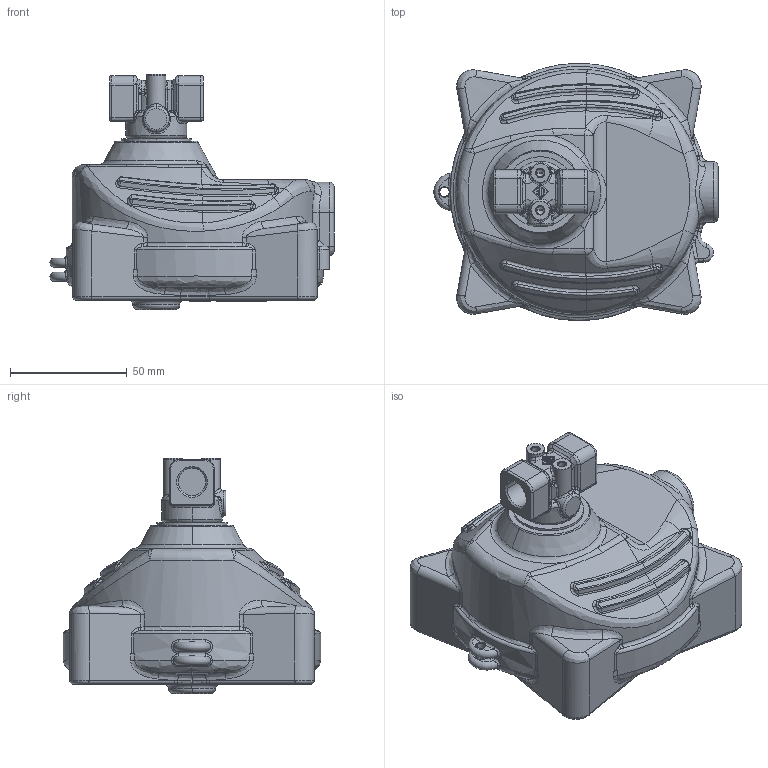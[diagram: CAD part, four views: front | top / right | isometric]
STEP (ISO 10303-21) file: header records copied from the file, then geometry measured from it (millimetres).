
FILE_DESCRIPTION((''),'2;1');
FILE_NAME('21A2KI_ING_ASM','2011-03-02T',('romeri'),('O.D.E.'),'PRO/ENGINEER BY PARAMETRIC TECHNOLOGY CORPORATION, 2005450','PRO/ENGINEER BY PARAMETRIC TECHNOLOGY CORPORATION, 2005450','');
FILE_SCHEMA(('CONFIG_CONTROL_DESIGN'));
Length unit declared in the file: millimetre
Products named in the file (3): 4500A2_INGOMBRO; 452925_ING; 21A2KI_ING_ASM
Assembly tree (2 placements, depth 2):
  21A2KI_ING_ASM
    4500A2_INGOMBRO
    452925_ING
Bounding box: 121.47 x 110 x 100.5 mm (x, y, z)
Volume: 528101.2 mm3; surface area: 52563.2 mm2
Topology: 2 solids, 4 shells, 1039 faces, 2549 edges, 1553 vertices
Faces by surface type: bspline 385, plane 293, cylinder 227, torus 76, cone 38, sphere 20
Entity records: 60366 total; most frequent: CARTESIAN_POINT 26705, ORIENTED_EDGE 5074, DIRECTION 3489, PRESENTATION_STYLE_ASSIGNMENT 3200, STYLED_ITEM 2549, CURVE_STYLE 2545, EDGE_CURVE 2545, VERTEX_POINT 1553
